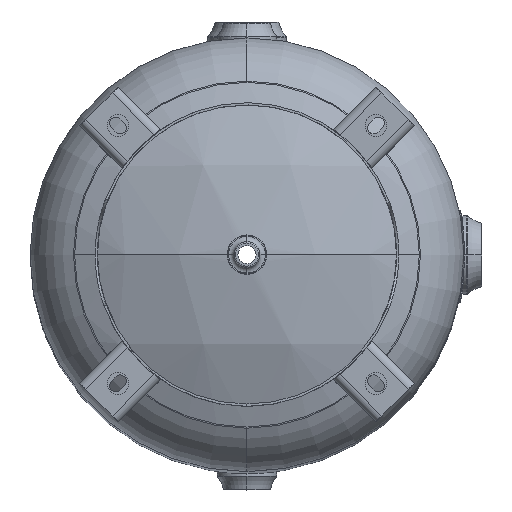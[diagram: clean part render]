
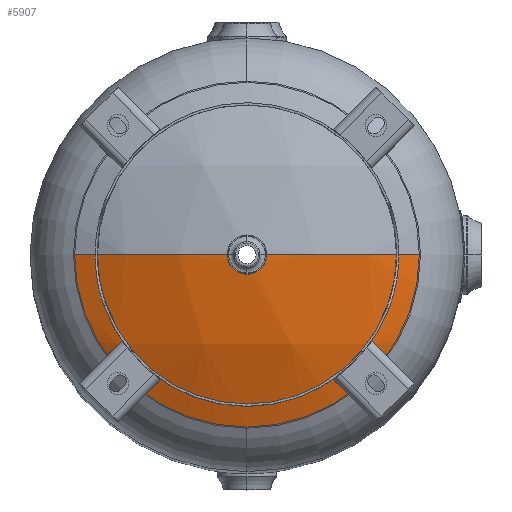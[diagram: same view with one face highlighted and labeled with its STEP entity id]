
A CAD part, top view. The second image highlights one B-rep face of the part: STEP entity #5907.
In plain terms, the highlighted spherical face has radius 457.2 mm.
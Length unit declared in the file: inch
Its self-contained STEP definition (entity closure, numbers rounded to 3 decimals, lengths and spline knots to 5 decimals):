
#287 = AXIS2_PLACEMENT_3D ( 'NONE', #9178, #9183, #9184 ) ;
#3355 = AXIS2_PLACEMENT_3D ( 'NONE', #9979, #9980, #9981 ) ;
#3360 = AXIS2_PLACEMENT_3D ( 'NONE', #9976, #9977, #9978 ) ;
#3362 = CIRCLE ( 'NONE', #3360, 0.5965 ) ;
#3364 = AXIS2_PLACEMENT_3D ( 'NONE', #9921, #9922, #9923 ) ;
#3367 = CIRCLE ( 'NONE', #3355, 18. ) ;
#3369 = AXIS2_PLACEMENT_3D ( 'NONE', #9917, #9918, #9919 ) ;
#3374 = AXIS2_PLACEMENT_3D ( 'NONE', #9914, #9915, #9916 ) ;
#3377 = CIRCLE ( 'NONE', #3364, 8. ) ;
#3379 = CIRCLE ( 'NONE', #3374, 8. ) ;
#3383 = CIRCLE ( 'NONE', #3369, 18. ) ;
#3668 = EDGE_LOOP ( 'NONE', ( #4582, #4581, #4580, #10764, #10765 ) ) ;
#3769 = VERTEX_POINT ( 'NONE', #6608 ) ;
#3830 = VERTEX_POINT ( 'NONE', #6630 ) ;
#3928 = VERTEX_POINT ( 'NONE', #6637 ) ;
#3929 = VERTEX_POINT ( 'NONE', #6638 ) ;
#3937 = VERTEX_POINT ( 'NONE', #6646 ) ;
#4580 = ORIENTED_EDGE ( 'NONE', *, *, #6035, .F. ) ;
#4581 = ORIENTED_EDGE ( 'NONE', *, *, #6040, .T. ) ;
#4582 = ORIENTED_EDGE ( 'NONE', *, *, #6039, .F. ) ;
#5907 = ADVANCED_FACE ( 'NONE', ( #9174 ), #9180, .T. ) ;
#6035 = EDGE_CURVE ( 'NONE', #3928, #3929, #3379, .T. ) ;
#6036 = EDGE_CURVE ( 'NONE', #3769, #3830, #3383, .T. ) ;
#6037 = EDGE_CURVE ( 'NONE', #3830, #3928, #3377, .T. ) ;
#6039 = EDGE_CURVE ( 'NONE', #3937, #3769, #3362, .T. ) ;
#6040 = EDGE_CURVE ( 'NONE', #3937, #3929, #3367, .T. ) ;
#6608 = CARTESIAN_POINT ( 'NONE',  ( 0.5965, 0., 31.49011 ) ) ;
#6630 = CARTESIAN_POINT ( 'NONE',  ( 8., 0., 29.62452 ) ) ;
#6637 = CARTESIAN_POINT ( 'NONE',  ( 0., -8., 29.62452 ) ) ;
#6638 = CARTESIAN_POINT ( 'NONE',  ( -8., 0., 29.62452 ) ) ;
#6646 = CARTESIAN_POINT ( 'NONE',  ( -0.5965, 0., 31.49011 ) ) ;
#9174 = FACE_OUTER_BOUND ( 'NONE', #3668, .T. ) ;
#9178 = CARTESIAN_POINT ( 'NONE',  ( 0., 0., 13.5 ) ) ;
#9180 = SPHERICAL_SURFACE ( 'NONE', #287, 18. ) ;
#9183 = DIRECTION ( 'NONE',  ( 0., -1., 0. ) ) ;
#9184 = DIRECTION ( 'NONE',  ( 1., 0., 0. ) ) ;
#9914 = CARTESIAN_POINT ( 'NONE',  ( 0., 0., 29.62452 ) ) ;
#9915 = DIRECTION ( 'NONE',  ( 0., 0., -1. ) ) ;
#9916 = DIRECTION ( 'NONE',  ( 0., 1., 0. ) ) ;
#9917 = CARTESIAN_POINT ( 'NONE',  ( 0., 0., 13.5 ) ) ;
#9918 = DIRECTION ( 'NONE',  ( 0., 1., 0. ) ) ;
#9919 = DIRECTION ( 'NONE',  ( 0., 0., 1. ) ) ;
#9921 = CARTESIAN_POINT ( 'NONE',  ( 0., 0., 29.62452 ) ) ;
#9922 = DIRECTION ( 'NONE',  ( 0., 0., -1. ) ) ;
#9923 = DIRECTION ( 'NONE',  ( 0., 1., 0. ) ) ;
#9976 = CARTESIAN_POINT ( 'NONE',  ( 0., 0., 31.49011 ) ) ;
#9977 = DIRECTION ( 'NONE',  ( 0., 0., 1. ) ) ;
#9978 = DIRECTION ( 'NONE',  ( -1., 0., 0. ) ) ;
#9979 = CARTESIAN_POINT ( 'NONE',  ( 0., 0., 13.5 ) ) ;
#9980 = DIRECTION ( 'NONE',  ( 0., -1., 0. ) ) ;
#9981 = DIRECTION ( 'NONE',  ( 1., 0., 0. ) ) ;
#10764 = ORIENTED_EDGE ( 'NONE', *, *, #6037, .F. ) ;
#10765 = ORIENTED_EDGE ( 'NONE', *, *, #6036, .F. ) ;
